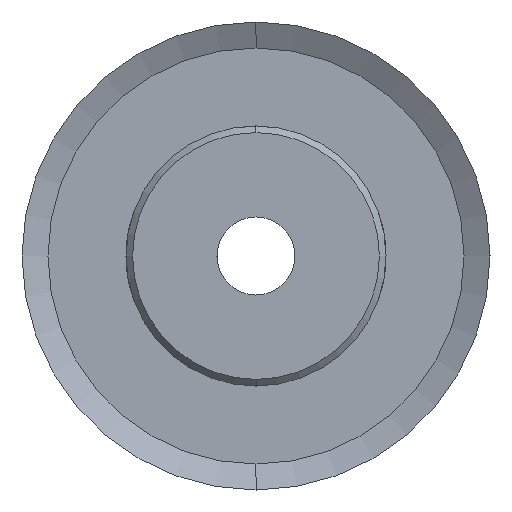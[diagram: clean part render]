
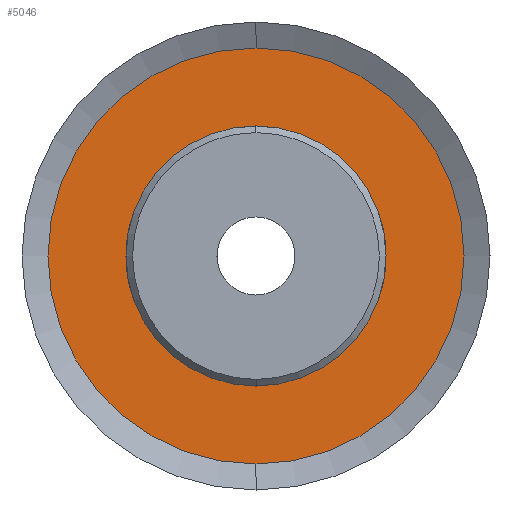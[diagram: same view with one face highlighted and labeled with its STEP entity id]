
A CAD part, left-side view. The second image highlights one B-rep face of the part: STEP entity #5046.
In plain terms, the highlighted planar face has unit normal (-1, 0, 0).
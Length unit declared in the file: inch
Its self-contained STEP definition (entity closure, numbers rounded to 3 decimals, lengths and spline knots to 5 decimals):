
#73 = CARTESIAN_POINT ( 'NONE',  ( -0.12402, 0., 0.31496 ) ) ;
#200 = FACE_OUTER_BOUND ( 'NONE', #4205, .T. ) ;
#263 = CARTESIAN_POINT ( 'NONE',  ( -0.12402, 0., -0.19685 ) ) ;
#286 = EDGE_CURVE ( 'NONE', #4046, #4067, #5752, .T. ) ;
#351 = AXIS2_PLACEMENT_3D ( 'NONE', #5735, #5757, #5799 ) ;
#687 = EDGE_CURVE ( 'NONE', #2421, #6133, #3203, .T. ) ;
#705 = EDGE_LOOP ( 'NONE', ( #5203, #2504 ) ) ;
#1620 = DIRECTION ( 'NONE',  ( 1., 0., 0. ) ) ;
#1673 = AXIS2_PLACEMENT_3D ( 'NONE', #2222, #6058, #3217 ) ;
#1788 = AXIS2_PLACEMENT_3D ( 'NONE', #4498, #1620, #4959 ) ;
#2055 = EDGE_CURVE ( 'NONE', #6133, #2421, #2693, .T. ) ;
#2222 = CARTESIAN_POINT ( 'NONE',  ( -0.12402, 0.31496, 0. ) ) ;
#2421 = VERTEX_POINT ( 'NONE', #5808 ) ;
#2504 = ORIENTED_EDGE ( 'NONE', *, *, #687, .T. ) ;
#2634 = CIRCLE ( 'NONE', #1788, 0.31496 ) ;
#2693 = CIRCLE ( 'NONE', #351, 0.19685 ) ;
#3031 = ORIENTED_EDGE ( 'NONE', *, *, #286, .F. ) ;
#3203 = CIRCLE ( 'NONE', #4334, 0.19685 ) ;
#3217 = DIRECTION ( 'NONE',  ( 0., 0., 1. ) ) ;
#3599 = AXIS2_PLACEMENT_3D ( 'NONE', #3867, #3702, #3804 ) ;
#3697 = DIRECTION ( 'NONE',  ( 0., 0., -1. ) ) ;
#3702 = DIRECTION ( 'NONE',  ( 1., 0., 0. ) ) ;
#3714 = DIRECTION ( 'NONE',  ( 1., 0., 0. ) ) ;
#3733 = CARTESIAN_POINT ( 'NONE',  ( -0.12402, 0., 0. ) ) ;
#3804 = DIRECTION ( 'NONE',  ( 0., 0., -1. ) ) ;
#3825 = FACE_BOUND ( 'NONE', #705, .T. ) ;
#3867 = CARTESIAN_POINT ( 'NONE',  ( -0.12402, 0., 0. ) ) ;
#4046 = VERTEX_POINT ( 'NONE', #4810 ) ;
#4067 = VERTEX_POINT ( 'NONE', #73 ) ;
#4205 = EDGE_LOOP ( 'NONE', ( #4218, #3031 ) ) ;
#4218 = ORIENTED_EDGE ( 'NONE', *, *, #4808, .F. ) ;
#4334 = AXIS2_PLACEMENT_3D ( 'NONE', #3733, #3714, #3697 ) ;
#4498 = CARTESIAN_POINT ( 'NONE',  ( -0.12402, 0., 0. ) ) ;
#4808 = EDGE_CURVE ( 'NONE', #4067, #4046, #2634, .T. ) ;
#4810 = CARTESIAN_POINT ( 'NONE',  ( -0.12402, 0., -0.31496 ) ) ;
#4959 = DIRECTION ( 'NONE',  ( 0., 0., -1. ) ) ;
#5046 = ADVANCED_FACE ( 'NONE', ( #3825, #200 ), #5601, .T. ) ;
#5203 = ORIENTED_EDGE ( 'NONE', *, *, #2055, .T. ) ;
#5601 = PLANE ( 'NONE',  #1673 ) ;
#5735 = CARTESIAN_POINT ( 'NONE',  ( -0.12402, 0., 0. ) ) ;
#5752 = CIRCLE ( 'NONE', #3599, 0.31496 ) ;
#5757 = DIRECTION ( 'NONE',  ( 1., 0., 0. ) ) ;
#5799 = DIRECTION ( 'NONE',  ( 0., 0., -1. ) ) ;
#5808 = CARTESIAN_POINT ( 'NONE',  ( -0.12402, 0., 0.19685 ) ) ;
#6058 = DIRECTION ( 'NONE',  ( -1., 0., 0. ) ) ;
#6133 = VERTEX_POINT ( 'NONE', #263 ) ;
